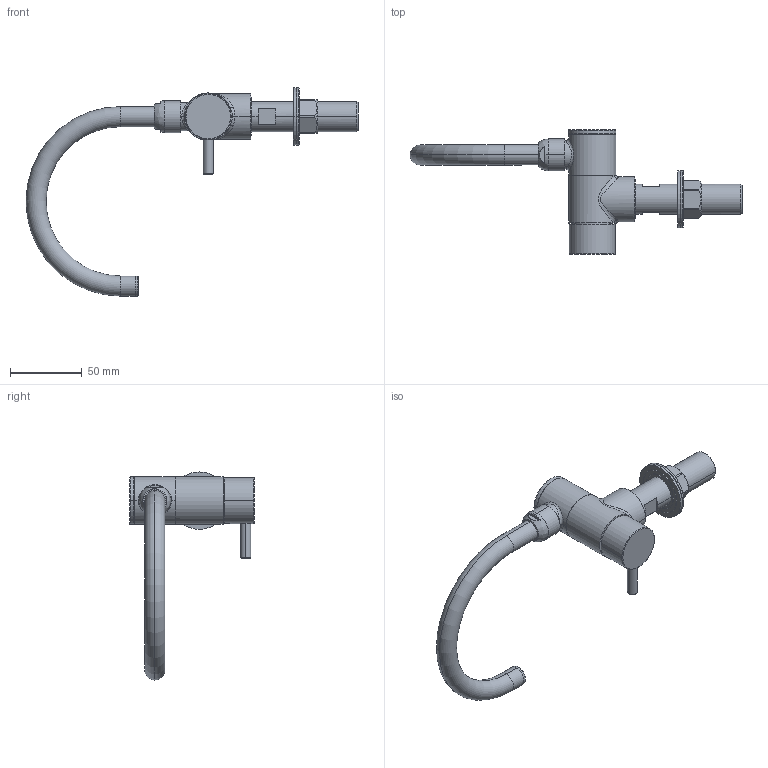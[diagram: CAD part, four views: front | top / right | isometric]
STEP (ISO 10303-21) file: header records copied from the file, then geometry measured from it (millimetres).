
FILE_DESCRIPTION((''),'2;1');
FILE_NAME('JS1A0577_ASM','2021-03-07T',('蚰貀癡妧庣斕勛'),('Globeunion.com'),'PRO/ENGINEER BY PARAMETRIC TECHNOLOGY CORPORATION, 2014000','PRO/ENGINEER BY PARAMETRIC TECHNOLOGY CORPORATION, 2014000','');
FILE_SCHEMA(('CONFIG_CONTROL_DESIGN'));
Length unit declared in the file: millimetre
Products named in the file (37): 106781N-90; 071088N; 0271229; 027121; 106850_ASM; 028112; 047026C-0000; 049108-000; 027137; 028024; 050002; 050003; OLING16_AF0; DP028; OXQ; 031108C-028; DP0281; 531093C_ASM; 120500N; 045514N; 038664; 020423; 034131; 038659_ASM; 124235; 027424_AF0; 027424; 028113; 058617; 052048; 027446_AF0; 124241_ASM; 024080; 058620; 027480; 027145; JS1A0577_ASM
Assembly tree (39 placements, depth 3):
  JS1A0577_ASM
    106850_ASM
      106781N-90
      071088N
      0271229
      027121
    028112  x2
    531093C_ASM
      047026C-0000
      049108-000
      027137  x2
      028024
      050002
      050003
      OLING16_AF0
      DP028
      OXQ
      031108C-028
      DP0281
    120500N
    045514N
    038659_ASM
      038664
      020423
      034131
    124241_ASM
      124235
      027424_AF0
      027424
      028113
      058617
      052048
      027446_AF0
    024080
    058620
    027480  x2
    027145
Bounding box: 231.2 x 86.8 x 145 mm (x, y, z)
Volume: 88243.6 mm3; surface area: 85732.3 mm2
Topology: 35 solids, 35 shells, 1006 faces, 2311 edges, 1422 vertices
Faces by surface type: cylinder 379, plane 323, torus 142, cone 140, bspline 20, sphere 2
Entity records: 32322 total; most frequent: CARTESIAN_POINT 8535, DIRECTION 5326, ORIENTED_EDGE 4550, EDGE_CURVE 2275, AXIS2_PLACEMENT_3D 2242, VERTEX_POINT 1406, CIRCLE 1168, EDGE_LOOP 1131
